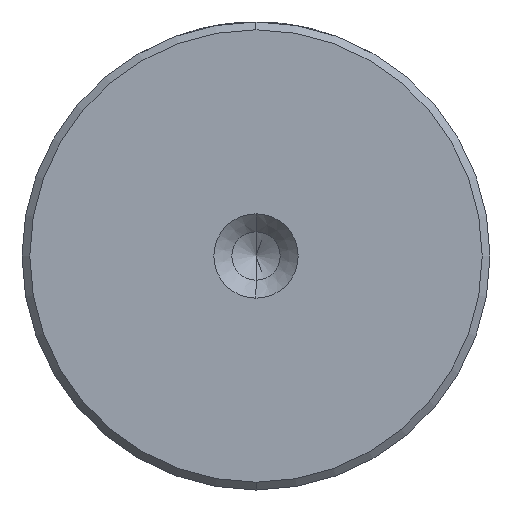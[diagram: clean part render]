
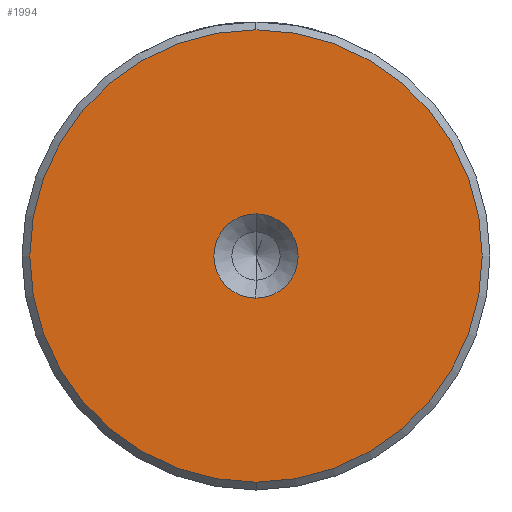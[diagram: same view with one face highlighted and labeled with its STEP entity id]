
A CAD part, left-side view. The second image highlights one B-rep face of the part: STEP entity #1994.
In plain terms, the highlighted planar face has unit normal (-1, 0, 0).
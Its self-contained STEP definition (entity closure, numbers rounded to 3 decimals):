
#188 = DIRECTION ( 'NONE',  ( -1., 0., 0. ) ) ;
#212 = EDGE_CURVE ( 'NONE', #346, #466, #2043, .T. ) ;
#266 = AXIS2_PLACEMENT_3D ( 'NONE', #706, #2389, #927 ) ;
#346 = VERTEX_POINT ( 'NONE', #1221 ) ;
#466 = VERTEX_POINT ( 'NONE', #1446 ) ;
#471 = DIRECTION ( 'NONE',  ( 0., 0., 1. ) ) ;
#478 = CARTESIAN_POINT ( 'NONE',  ( 0., 0., 0. ) ) ;
#575 = PLANE ( 'NONE',  #2513 ) ;
#606 = CARTESIAN_POINT ( 'NONE',  ( 0., 0., 14.5 ) ) ;
#682 = CIRCLE ( 'NONE', #739, 14.5 ) ;
#686 = DIRECTION ( 'NONE',  ( -1., 0., 0. ) ) ;
#690 = AXIS2_PLACEMENT_3D ( 'NONE', #701, #686, #471 ) ;
#701 = CARTESIAN_POINT ( 'NONE',  ( 0., 0., 0. ) ) ;
#706 = CARTESIAN_POINT ( 'NONE',  ( 0., 0., 0. ) ) ;
#712 = DIRECTION ( 'NONE',  ( 0., 0., 1. ) ) ;
#739 = AXIS2_PLACEMENT_3D ( 'NONE', #478, #2155, #712 ) ;
#808 = DIRECTION ( 'NONE',  ( 0., 0., 1. ) ) ;
#927 = DIRECTION ( 'NONE',  ( 0., 0., 1. ) ) ;
#958 = ORIENTED_EDGE ( 'NONE', *, *, #212, .F. ) ;
#1146 = ORIENTED_EDGE ( 'NONE', *, *, #3097, .F. ) ;
#1221 = CARTESIAN_POINT ( 'NONE',  ( 0., 0., -2.7 ) ) ;
#1446 = CARTESIAN_POINT ( 'NONE',  ( 0., 0., 2.7 ) ) ;
#1517 = CARTESIAN_POINT ( 'NONE',  ( 0., 0., 0. ) ) ;
#1566 = CARTESIAN_POINT ( 'NONE',  ( 0., 0., -14.5 ) ) ;
#1600 = CARTESIAN_POINT ( 'NONE',  ( 0., 0., 0. ) ) ;
#1655 = VERTEX_POINT ( 'NONE', #606 ) ;
#1697 = ORIENTED_EDGE ( 'NONE', *, *, #3120, .T. ) ;
#1724 = EDGE_CURVE ( 'NONE', #2228, #1655, #2530, .T. ) ;
#1779 = FACE_OUTER_BOUND ( 'NONE', #2865, .T. ) ;
#1850 = DIRECTION ( 'NONE',  ( 0., 0., 1. ) ) ;
#1994 = ADVANCED_FACE ( 'NONE', ( #1779, #2488 ), #575, .T. ) ;
#2035 = ORIENTED_EDGE ( 'NONE', *, *, #1724, .T. ) ;
#2038 = CIRCLE ( 'NONE', #266, 2.7 ) ;
#2043 = CIRCLE ( 'NONE', #690, 2.7 ) ;
#2109 = AXIS2_PLACEMENT_3D ( 'NONE', #1600, #188, #1850 ) ;
#2155 = DIRECTION ( 'NONE',  ( -1., 0., 0. ) ) ;
#2228 = VERTEX_POINT ( 'NONE', #1566 ) ;
#2252 = DIRECTION ( 'NONE',  ( -1., 0., 0. ) ) ;
#2389 = DIRECTION ( 'NONE',  ( -1., 0., 0. ) ) ;
#2488 = FACE_BOUND ( 'NONE', #2980, .T. ) ;
#2513 = AXIS2_PLACEMENT_3D ( 'NONE', #1517, #2252, #808 ) ;
#2530 = CIRCLE ( 'NONE', #2109, 14.5 ) ;
#2865 = EDGE_LOOP ( 'NONE', ( #2035, #1697 ) ) ;
#2980 = EDGE_LOOP ( 'NONE', ( #1146, #958 ) ) ;
#3097 = EDGE_CURVE ( 'NONE', #466, #346, #2038, .T. ) ;
#3120 = EDGE_CURVE ( 'NONE', #1655, #2228, #682, .T. ) ;
